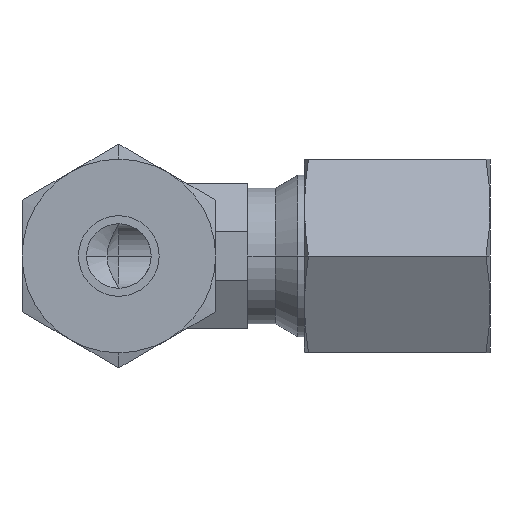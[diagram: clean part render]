
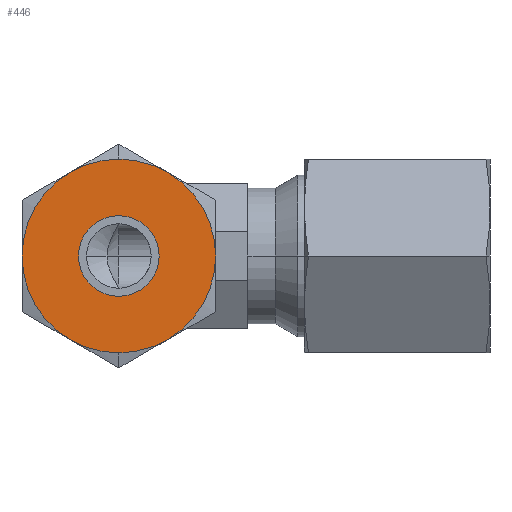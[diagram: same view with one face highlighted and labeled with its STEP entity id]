
A CAD part, front view. The second image highlights one B-rep face of the part: STEP entity #446.
In plain terms, the highlighted planar face has unit normal (0, -1, 0).
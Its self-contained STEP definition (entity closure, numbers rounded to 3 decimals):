
#446 = ADVANCED_FACE( '', ( #823, #824 ), #825, .T. );
#823 = FACE_OUTER_BOUND( '', #1203, .T. );
#824 = FACE_BOUND( '', #1204, .T. );
#825 = PLANE( '', #1205 );
#1203 = EDGE_LOOP( '', ( #2536, #2537, #2538, #2539, #2540, #2541, #2542, #2543 ) );
#1204 = EDGE_LOOP( '', ( #2544, #2545 ) );
#1205 = AXIS2_PLACEMENT_3D( '', #2546, #2547, #2548 );
#2536 = ORIENTED_EDGE( '', *, *, #2959, .F. );
#2537 = ORIENTED_EDGE( '', *, *, #2960, .F. );
#2538 = ORIENTED_EDGE( '', *, *, #2955, .F. );
#2539 = ORIENTED_EDGE( '', *, *, #2956, .F. );
#2540 = ORIENTED_EDGE( '', *, *, #2916, .F. );
#2541 = ORIENTED_EDGE( '', *, *, #2957, .F. );
#2542 = ORIENTED_EDGE( '', *, *, #2958, .F. );
#2543 = ORIENTED_EDGE( '', *, *, #2912, .F. );
#2544 = ORIENTED_EDGE( '', *, *, #2966, .T. );
#2545 = ORIENTED_EDGE( '', *, *, #2896, .T. );
#2546 = CARTESIAN_POINT( '', ( 0., -23., 4.25 ) );
#2547 = DIRECTION( '', ( 0., -1., 0. ) );
#2548 = DIRECTION( '', ( 0., 0., -1. ) );
#2896 = EDGE_CURVE( '', #3505, #3502, #3506, .T. );
#2912 = EDGE_CURVE( '', #3530, #3533, #3534, .T. );
#2916 = EDGE_CURVE( '', #3539, #3537, #3541, .T. );
#2955 = EDGE_CURVE( '', #3557, #3576, #3602, .T. );
#2956 = EDGE_CURVE( '', #3537, #3557, #3603, .T. );
#2957 = EDGE_CURVE( '', #3589, #3539, #3604, .T. );
#2958 = EDGE_CURVE( '', #3533, #3589, #3605, .T. );
#2959 = EDGE_CURVE( '', #3569, #3530, #3606, .T. );
#2960 = EDGE_CURVE( '', #3576, #3569, #3607, .T. );
#2966 = EDGE_CURVE( '', #3502, #3505, #3613, .T. );
#3502 = VERTEX_POINT( '', #4600 );
#3505 = VERTEX_POINT( '', #4604 );
#3506 = CIRCLE( '', #4605, 2.5 );
#3530 = VERTEX_POINT( '', #4638 );
#3533 = VERTEX_POINT( '', #4642 );
#3534 = CIRCLE( '', #4643, 6. );
#3537 = VERTEX_POINT( '', #4655 );
#3539 = VERTEX_POINT( '', #4658 );
#3541 = CIRCLE( '', #4669, 6. );
#3557 = VERTEX_POINT( '', #4715 );
#3569 = VERTEX_POINT( '', #4765 );
#3576 = VERTEX_POINT( '', #4809 );
#3589 = VERTEX_POINT( '', #4886 );
#3602 = CIRCLE( '', #4936, 6. );
#3603 = CIRCLE( '', #4937, 6. );
#3604 = CIRCLE( '', #4938, 6. );
#3605 = CIRCLE( '', #4939, 6. );
#3606 = CIRCLE( '', #4940, 6. );
#3607 = CIRCLE( '', #4941, 6. );
#3613 = CIRCLE( '', #4947, 2.5 );
#4600 = CARTESIAN_POINT( '', ( 0., -23., 2.5 ) );
#4604 = CARTESIAN_POINT( '', ( 0., -23., -2.5 ) );
#4605 = AXIS2_PLACEMENT_3D( '', #5484, #5485, #5486 );
#4638 = CARTESIAN_POINT( '', ( 0., -23., 6. ) );
#4642 = CARTESIAN_POINT( '', ( 3., -23., 5.196 ) );
#4643 = AXIS2_PLACEMENT_3D( '', #5512, #5513, #5514 );
#4655 = CARTESIAN_POINT( '', ( 0., -23., -6. ) );
#4658 = CARTESIAN_POINT( '', ( 3., -23., -5.196 ) );
#4669 = AXIS2_PLACEMENT_3D( '', #5516, #5517, #5518 );
#4715 = CARTESIAN_POINT( '', ( -3., -23., -5.196 ) );
#4765 = CARTESIAN_POINT( '', ( -3., -23., 5.196 ) );
#4809 = CARTESIAN_POINT( '', ( -6., -23., 0. ) );
#4886 = CARTESIAN_POINT( '', ( 6., -23., 0. ) );
#4936 = AXIS2_PLACEMENT_3D( '', #5551, #5552, #5553 );
#4937 = AXIS2_PLACEMENT_3D( '', #5554, #5555, #5556 );
#4938 = AXIS2_PLACEMENT_3D( '', #5557, #5558, #5559 );
#4939 = AXIS2_PLACEMENT_3D( '', #5560, #5561, #5562 );
#4940 = AXIS2_PLACEMENT_3D( '', #5563, #5564, #5565 );
#4941 = AXIS2_PLACEMENT_3D( '', #5566, #5567, #5568 );
#4947 = AXIS2_PLACEMENT_3D( '', #5584, #5585, #5586 );
#5484 = CARTESIAN_POINT( '', ( 0., -23., 0. ) );
#5485 = DIRECTION( '', ( 0., 1., 0. ) );
#5486 = DIRECTION( '', ( 0., 0., 1. ) );
#5512 = CARTESIAN_POINT( '', ( 0., -23., 0. ) );
#5513 = DIRECTION( '', ( 0., 1., 0. ) );
#5514 = DIRECTION( '', ( 0., 0., 1. ) );
#5516 = CARTESIAN_POINT( '', ( 0., -23., 0. ) );
#5517 = DIRECTION( '', ( 0., 1., 0. ) );
#5518 = DIRECTION( '', ( 0., 0., 1. ) );
#5551 = CARTESIAN_POINT( '', ( 0., -23., 0. ) );
#5552 = DIRECTION( '', ( 0., 1., 0. ) );
#5553 = DIRECTION( '', ( 0., 0., 1. ) );
#5554 = CARTESIAN_POINT( '', ( 0., -23., 0. ) );
#5555 = DIRECTION( '', ( 0., 1., 0. ) );
#5556 = DIRECTION( '', ( 0., 0., 1. ) );
#5557 = CARTESIAN_POINT( '', ( 0., -23., 0. ) );
#5558 = DIRECTION( '', ( 0., 1., 0. ) );
#5559 = DIRECTION( '', ( 0., 0., 1. ) );
#5560 = CARTESIAN_POINT( '', ( 0., -23., 0. ) );
#5561 = DIRECTION( '', ( 0., 1., 0. ) );
#5562 = DIRECTION( '', ( 0., 0., 1. ) );
#5563 = CARTESIAN_POINT( '', ( 0., -23., 0. ) );
#5564 = DIRECTION( '', ( 0., 1., 0. ) );
#5565 = DIRECTION( '', ( 0., 0., 1. ) );
#5566 = CARTESIAN_POINT( '', ( 0., -23., 0. ) );
#5567 = DIRECTION( '', ( 0., 1., 0. ) );
#5568 = DIRECTION( '', ( 0., 0., 1. ) );
#5584 = CARTESIAN_POINT( '', ( 0., -23., 0. ) );
#5585 = DIRECTION( '', ( 0., 1., 0. ) );
#5586 = DIRECTION( '', ( 0., 0., 1. ) );
